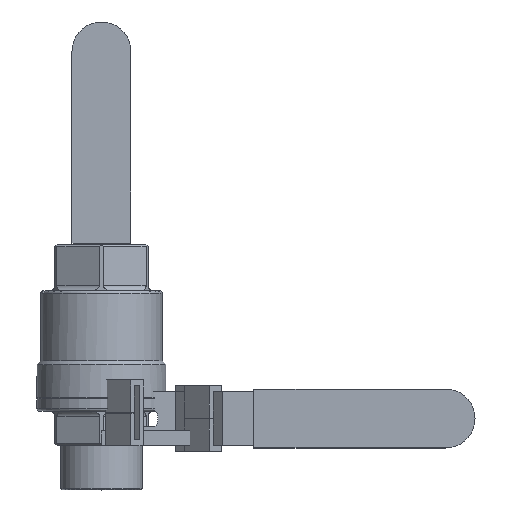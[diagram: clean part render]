
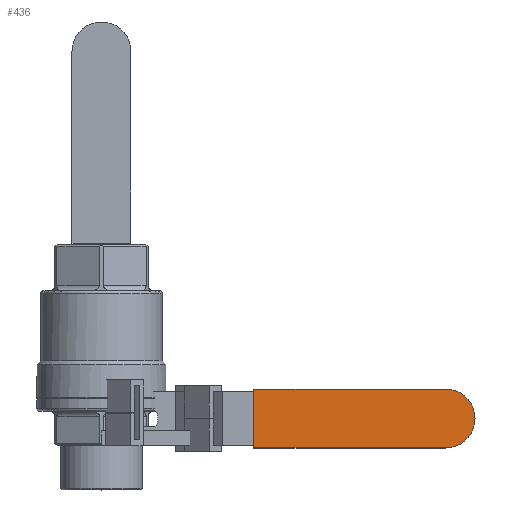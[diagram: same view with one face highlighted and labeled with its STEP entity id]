
A CAD part, top view. The second image highlights one B-rep face of the part: STEP entity #436.
In plain terms, the highlighted face is planar.
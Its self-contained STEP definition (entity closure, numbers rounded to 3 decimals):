
#436 = ADVANCED_FACE( '', ( #1000 ), #1001, .F. );
#1000 = FACE_OUTER_BOUND( '', #1890, .T. );
#1001 = PLANE( '', #1891 );
#1890 = EDGE_LOOP( '', ( #3194, #3195, #3196, #3197 ) );
#1891 = AXIS2_PLACEMENT_3D( '', #3198, #3199, #3200 );
#3194 = ORIENTED_EDGE( '', *, *, #4741, .T. );
#3195 = ORIENTED_EDGE( '', *, *, #4737, .F. );
#3196 = ORIENTED_EDGE( '', *, *, #4462, .F. );
#3197 = ORIENTED_EDGE( '', *, *, #4742, .F. );
#3198 = CARTESIAN_POINT( '', ( 0., 0., 0. ) );
#3199 = DIRECTION( '', ( 0., 1., 0. ) );
#3200 = DIRECTION( '', ( 0., 0., 1. ) );
#4462 = EDGE_CURVE( '', #5301, #5302, #5303, .T. );
#4737 = EDGE_CURVE( '', #5302, #5741, #5742, .T. );
#4741 = EDGE_CURVE( '', #5747, #5741, #5748, .F. );
#4742 = EDGE_CURVE( '', #5747, #5301, #5749, .T. );
#5301 = VERTEX_POINT( '', #6521 );
#5302 = VERTEX_POINT( '', #6522 );
#5303 = LINE( '', #6523, #6524 );
#5741 = VERTEX_POINT( '', #7624 );
#5742 = LINE( '', #7625, #7626 );
#5747 = VERTEX_POINT( '', #7633 );
#5748 = CIRCLE( '', #7634, 12. );
#5749 = LINE( '', #7635, #7636 );
#6521 = CARTESIAN_POINT( '', ( 0., 0., 0. ) );
#6522 = CARTESIAN_POINT( '', ( 0., 0., 24. ) );
#6523 = CARTESIAN_POINT( '', ( 0., 0., 0. ) );
#6524 = VECTOR( '', #8430, 1000. );
#7624 = CARTESIAN_POINT( '', ( 78., 0., 24. ) );
#7625 = CARTESIAN_POINT( '', ( 0., 0., 24. ) );
#7626 = VECTOR( '', #8732, 1000. );
#7633 = CARTESIAN_POINT( '', ( 78., 0., 0. ) );
#7634 = AXIS2_PLACEMENT_3D( '', #8735, #8736, #8737 );
#7635 = CARTESIAN_POINT( '', ( 90., 0., 0. ) );
#7636 = VECTOR( '', #8738, 1000. );
#8430 = DIRECTION( '', ( 0., 0., 1. ) );
#8732 = DIRECTION( '', ( 1., 0., 0. ) );
#8735 = CARTESIAN_POINT( '', ( 78., 0., 12. ) );
#8736 = DIRECTION( '', ( 0., 1., 0. ) );
#8737 = DIRECTION( '', ( 0., 0., 1. ) );
#8738 = DIRECTION( '', ( -1., 0., 0. ) );
